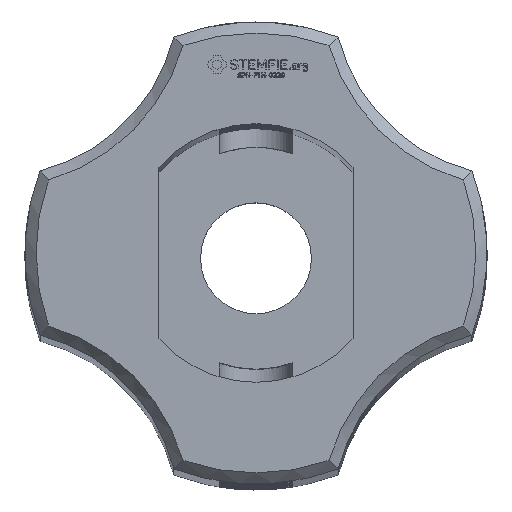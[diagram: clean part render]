
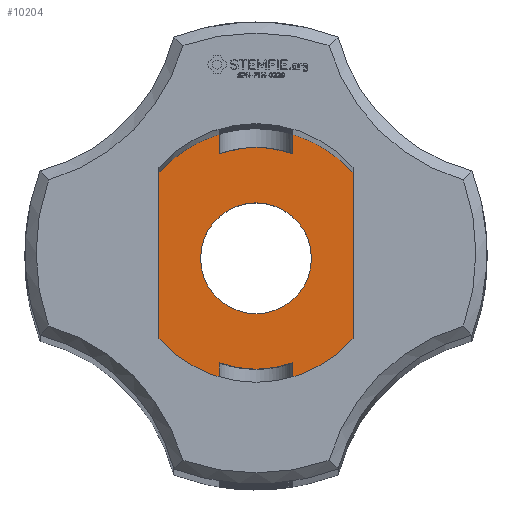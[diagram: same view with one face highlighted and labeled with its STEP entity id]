
A CAD part, top view. The second image highlights one B-rep face of the part: STEP entity #10204.
In plain terms, the highlighted planar face has unit normal (0, 0, 1).
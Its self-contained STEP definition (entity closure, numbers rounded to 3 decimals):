
#2823 = VERTEX_POINT('',#2824);
#2824 = CARTESIAN_POINT('',(2.829,0.998,11.));
#2847 = EDGE_CURVE('',#2848,#2823,#2850,.T.);
#2848 = VERTEX_POINT('',#2849);
#2849 = CARTESIAN_POINT('',(2.625,0.998,11.));
#2850 = LINE('',#2851,#2852);
#2851 = CARTESIAN_POINT('',(96.356,0.998,11.));
#2852 = VECTOR('',#2853,1.);
#2853 = DIRECTION('',(1.,0.,0.));
#2856 = VERTEX_POINT('',#2857);
#2857 = CARTESIAN_POINT('',(2.625,-0.998,11.));
#2864 = EDGE_CURVE('',#2856,#2865,#2867,.T.);
#2865 = VERTEX_POINT('',#2866);
#2866 = CARTESIAN_POINT('',(2.829,-0.998,11.));
#2867 = LINE('',#2868,#2869);
#2868 = CARTESIAN_POINT('',(96.356,-0.998,11.));
#2869 = VECTOR('',#2870,1.);
#2870 = DIRECTION('',(1.,0.,0.));
#10075 = EDGE_CURVE('',#10076,#2848,#10078,.T.);
#10076 = VERTEX_POINT('',#10077);
#10077 = CARTESIAN_POINT('',(2.625,2.315,11.));
#10078 = LINE('',#10079,#10080);
#10079 = CARTESIAN_POINT('',(2.625,2.315,11.));
#10080 = VECTOR('',#10081,1.);
#10081 = DIRECTION('',(0.,-1.,0.));
#10091 = VERTEX_POINT('',#10092);
#10092 = CARTESIAN_POINT('',(2.625,-2.315,11.));
#10098 = EDGE_CURVE('',#2856,#10091,#10099,.T.);
#10099 = LINE('',#10100,#10101);
#10100 = CARTESIAN_POINT('',(2.625,2.315,11.));
#10101 = VECTOR('',#10102,1.);
#10102 = DIRECTION('',(0.,-1.,0.));
#10191 = EDGE_CURVE('',#2823,#2865,#10192,.T.);
#10192 = CIRCLE('',#10193,3.);
#10193 = AXIS2_PLACEMENT_3D('',#10194,#10195,#10196);
#10194 = CARTESIAN_POINT('',(0.,0.,11.));
#10195 = DIRECTION('',(0.,0.,-1.));
#10196 = DIRECTION('',(0.,1.,0.));
#10204 = ADVANCED_FACE('',(#10205,#10346),#10357,.T.);
#10205 = FACE_BOUND('',#10206,.T.);
#10206 = EDGE_LOOP('',(#10207,#10208,#10209,#10210,#10211,#10220,#10228,
    #10237,#10246,#10254,#10263,#10271,#10279,#10288,#10296,#10304,
    #10313,#10321,#10330,#10338,#10345));
#10207 = ORIENTED_EDGE('',*,*,#2864,.T.);
#10208 = ORIENTED_EDGE('',*,*,#10191,.F.);
#10209 = ORIENTED_EDGE('',*,*,#2847,.F.);
#10210 = ORIENTED_EDGE('',*,*,#10075,.F.);
#10211 = ORIENTED_EDGE('',*,*,#10212,.T.);
#10212 = EDGE_CURVE('',#10076,#10213,#10215,.T.);
#10213 = VERTEX_POINT('',#10214);
#10214 = CARTESIAN_POINT('',(0.998,3.355,11.));
#10215 = CIRCLE('',#10216,3.5);
#10216 = AXIS2_PLACEMENT_3D('',#10217,#10218,#10219);
#10217 = CARTESIAN_POINT('',(0.,0.,11.));
#10218 = DIRECTION('',(0.,0.,1.));
#10219 = DIRECTION('',(1.,0.,0.));
#10220 = ORIENTED_EDGE('',*,*,#10221,.T.);
#10221 = EDGE_CURVE('',#10213,#10222,#10224,.T.);
#10222 = VERTEX_POINT('',#10223);
#10223 = CARTESIAN_POINT('',(0.998,2.829,11.));
#10224 = LINE('',#10225,#10226);
#10225 = CARTESIAN_POINT('',(0.998,-96.356,11.));
#10226 = VECTOR('',#10227,1.);
#10227 = DIRECTION('',(0.,-1.,0.));
#10228 = ORIENTED_EDGE('',*,*,#10229,.F.);
#10229 = EDGE_CURVE('',#10230,#10222,#10232,.T.);
#10230 = VERTEX_POINT('',#10231);
#10231 = CARTESIAN_POINT('',(0.,3.,11.));
#10232 = CIRCLE('',#10233,3.);
#10233 = AXIS2_PLACEMENT_3D('',#10234,#10235,#10236);
#10234 = CARTESIAN_POINT('',(0.,0.,11.));
#10235 = DIRECTION('',(0.,0.,-1.));
#10236 = DIRECTION('',(0.,1.,0.));
#10237 = ORIENTED_EDGE('',*,*,#10238,.F.);
#10238 = EDGE_CURVE('',#10239,#10230,#10241,.T.);
#10239 = VERTEX_POINT('',#10240);
#10240 = CARTESIAN_POINT('',(-0.998,2.829,11.));
#10241 = CIRCLE('',#10242,3.);
#10242 = AXIS2_PLACEMENT_3D('',#10243,#10244,#10245);
#10243 = CARTESIAN_POINT('',(0.,0.,11.));
#10244 = DIRECTION('',(0.,0.,-1.));
#10245 = DIRECTION('',(0.,1.,0.));
#10246 = ORIENTED_EDGE('',*,*,#10247,.F.);
#10247 = EDGE_CURVE('',#10248,#10239,#10250,.T.);
#10248 = VERTEX_POINT('',#10249);
#10249 = CARTESIAN_POINT('',(-0.998,3.355,11.));
#10250 = LINE('',#10251,#10252);
#10251 = CARTESIAN_POINT('',(-0.998,-96.356,11.));
#10252 = VECTOR('',#10253,1.);
#10253 = DIRECTION('',(0.,-1.,0.));
#10254 = ORIENTED_EDGE('',*,*,#10255,.T.);
#10255 = EDGE_CURVE('',#10248,#10256,#10258,.T.);
#10256 = VERTEX_POINT('',#10257);
#10257 = CARTESIAN_POINT('',(-2.625,2.315,11.));
#10258 = CIRCLE('',#10259,3.5);
#10259 = AXIS2_PLACEMENT_3D('',#10260,#10261,#10262);
#10260 = CARTESIAN_POINT('',(0.,0.,11.));
#10261 = DIRECTION('',(0.,0.,1.));
#10262 = DIRECTION('',(1.,0.,0.));
#10263 = ORIENTED_EDGE('',*,*,#10264,.T.);
#10264 = EDGE_CURVE('',#10256,#10265,#10267,.T.);
#10265 = VERTEX_POINT('',#10266);
#10266 = CARTESIAN_POINT('',(-2.625,0.998,11.));
#10267 = LINE('',#10268,#10269);
#10268 = CARTESIAN_POINT('',(-2.625,2.315,11.));
#10269 = VECTOR('',#10270,1.);
#10270 = DIRECTION('',(0.,-1.,0.));
#10271 = ORIENTED_EDGE('',*,*,#10272,.F.);
#10272 = EDGE_CURVE('',#10273,#10265,#10275,.T.);
#10273 = VERTEX_POINT('',#10274);
#10274 = CARTESIAN_POINT('',(-2.829,0.998,11.));
#10275 = LINE('',#10276,#10277);
#10276 = CARTESIAN_POINT('',(96.356,0.998,11.));
#10277 = VECTOR('',#10278,1.);
#10278 = DIRECTION('',(1.,0.,0.));
#10279 = ORIENTED_EDGE('',*,*,#10280,.F.);
#10280 = EDGE_CURVE('',#10281,#10273,#10283,.T.);
#10281 = VERTEX_POINT('',#10282);
#10282 = CARTESIAN_POINT('',(-2.829,-0.998,11.));
#10283 = CIRCLE('',#10284,3.);
#10284 = AXIS2_PLACEMENT_3D('',#10285,#10286,#10287);
#10285 = CARTESIAN_POINT('',(0.,0.,11.));
#10286 = DIRECTION('',(0.,0.,-1.));
#10287 = DIRECTION('',(0.,1.,0.));
#10288 = ORIENTED_EDGE('',*,*,#10289,.T.);
#10289 = EDGE_CURVE('',#10281,#10290,#10292,.T.);
#10290 = VERTEX_POINT('',#10291);
#10291 = CARTESIAN_POINT('',(-2.625,-0.998,11.));
#10292 = LINE('',#10293,#10294);
#10293 = CARTESIAN_POINT('',(96.356,-0.998,11.));
#10294 = VECTOR('',#10295,1.);
#10295 = DIRECTION('',(1.,0.,0.));
#10296 = ORIENTED_EDGE('',*,*,#10297,.T.);
#10297 = EDGE_CURVE('',#10290,#10298,#10300,.T.);
#10298 = VERTEX_POINT('',#10299);
#10299 = CARTESIAN_POINT('',(-2.625,-2.315,11.));
#10300 = LINE('',#10301,#10302);
#10301 = CARTESIAN_POINT('',(-2.625,2.315,11.));
#10302 = VECTOR('',#10303,1.);
#10303 = DIRECTION('',(0.,-1.,0.));
#10304 = ORIENTED_EDGE('',*,*,#10305,.T.);
#10305 = EDGE_CURVE('',#10298,#10306,#10308,.T.);
#10306 = VERTEX_POINT('',#10307);
#10307 = CARTESIAN_POINT('',(-0.998,-3.355,11.));
#10308 = CIRCLE('',#10309,3.5);
#10309 = AXIS2_PLACEMENT_3D('',#10310,#10311,#10312);
#10310 = CARTESIAN_POINT('',(0.,0.,11.));
#10311 = DIRECTION('',(0.,0.,1.));
#10312 = DIRECTION('',(1.,0.,0.));
#10313 = ORIENTED_EDGE('',*,*,#10314,.F.);
#10314 = EDGE_CURVE('',#10315,#10306,#10317,.T.);
#10315 = VERTEX_POINT('',#10316);
#10316 = CARTESIAN_POINT('',(-0.998,-2.829,11.));
#10317 = LINE('',#10318,#10319);
#10318 = CARTESIAN_POINT('',(-0.998,-96.356,11.));
#10319 = VECTOR('',#10320,1.);
#10320 = DIRECTION('',(0.,-1.,0.));
#10321 = ORIENTED_EDGE('',*,*,#10322,.F.);
#10322 = EDGE_CURVE('',#10323,#10315,#10325,.T.);
#10323 = VERTEX_POINT('',#10324);
#10324 = CARTESIAN_POINT('',(0.998,-2.829,11.));
#10325 = CIRCLE('',#10326,3.);
#10326 = AXIS2_PLACEMENT_3D('',#10327,#10328,#10329);
#10327 = CARTESIAN_POINT('',(0.,0.,11.));
#10328 = DIRECTION('',(0.,0.,-1.));
#10329 = DIRECTION('',(0.,1.,0.));
#10330 = ORIENTED_EDGE('',*,*,#10331,.T.);
#10331 = EDGE_CURVE('',#10323,#10332,#10334,.T.);
#10332 = VERTEX_POINT('',#10333);
#10333 = CARTESIAN_POINT('',(0.998,-3.355,11.));
#10334 = LINE('',#10335,#10336);
#10335 = CARTESIAN_POINT('',(0.998,-96.356,11.));
#10336 = VECTOR('',#10337,1.);
#10337 = DIRECTION('',(0.,-1.,0.));
#10338 = ORIENTED_EDGE('',*,*,#10339,.T.);
#10339 = EDGE_CURVE('',#10332,#10091,#10340,.T.);
#10340 = CIRCLE('',#10341,3.5);
#10341 = AXIS2_PLACEMENT_3D('',#10342,#10343,#10344);
#10342 = CARTESIAN_POINT('',(0.,0.,11.));
#10343 = DIRECTION('',(0.,0.,1.));
#10344 = DIRECTION('',(1.,0.,0.));
#10345 = ORIENTED_EDGE('',*,*,#10098,.F.);
#10346 = FACE_BOUND('',#10347,.T.);
#10347 = EDGE_LOOP('',(#10348));
#10348 = ORIENTED_EDGE('',*,*,#10349,.T.);
#10349 = EDGE_CURVE('',#10350,#10350,#10352,.T.);
#10350 = VERTEX_POINT('',#10351);
#10351 = CARTESIAN_POINT('',(0.,1.5,11.));
#10352 = CIRCLE('',#10353,1.5);
#10353 = AXIS2_PLACEMENT_3D('',#10354,#10355,#10356);
#10354 = CARTESIAN_POINT('',(0.,0.,11.));
#10355 = DIRECTION('',(0.,0.,-1.));
#10356 = DIRECTION('',(0.,1.,0.));
#10357 = PLANE('',#10358);
#10358 = AXIS2_PLACEMENT_3D('',#10359,#10360,#10361);
#10359 = CARTESIAN_POINT('',(0.,0.001,11.)
  );
#10360 = DIRECTION('',(0.,0.,1.));
#10361 = DIRECTION('',(0.,1.,0.));
